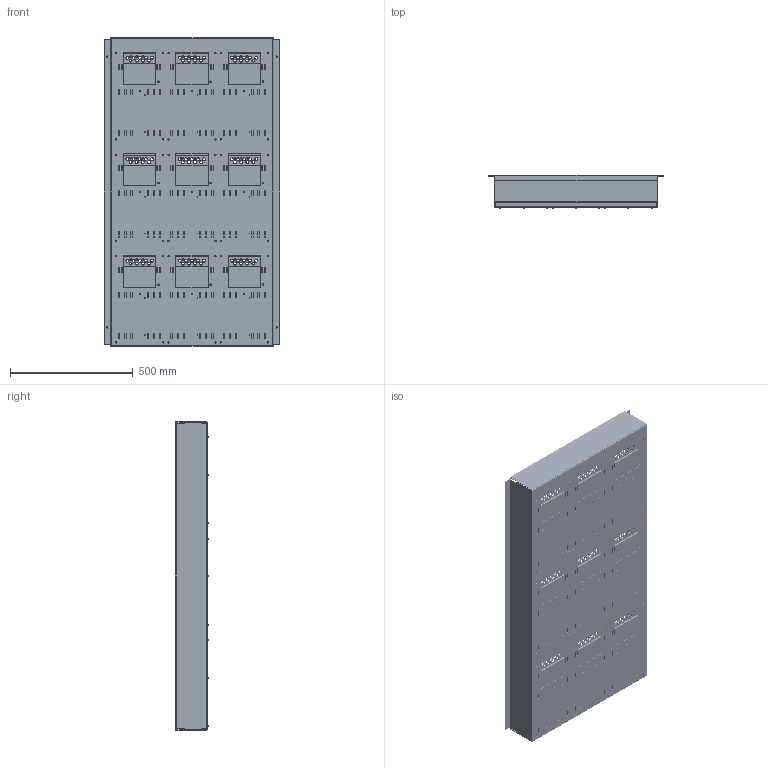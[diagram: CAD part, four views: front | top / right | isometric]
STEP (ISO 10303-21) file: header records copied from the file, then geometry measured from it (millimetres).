
FILE_DESCRIPTION (( 'STEP AP214' ), '1' );
FILE_NAME ('c_il186321-a_3d.STEP', '2019-10-02T13:52:09', ( '' ), ( '' ), 'SwSTEP 2.0', 'SolidWorks 2019', '' );
FILE_SCHEMA (( 'AUTOMOTIVE_DESIGN' ));
Length unit declared in the file: millimetre
Products named in the file (14): c_il186321-a_3d; Small screw; Meter board assembly; Separation profile; Meter box; Meter board
Assembly tree (147 placements, depth 3):
  c_il186321-a_3d
    Meter box
    Separation profile  x2
    Meter board assembly
      Meter board
      Small screw  x14
    Meter board assembly
      Meter board
      Small screw  x14
    Meter board assembly
      Meter board
      Small screw  x14
    Meter board assembly
      Meter board
      Small screw  x14
    Meter board assembly
      Meter board
      Small screw  x14
    Meter board assembly
      Meter board
      Small screw  x14
    Meter board assembly
      Meter board
      Small screw  x14
    Meter board assembly
      Meter board
      Small screw  x14
    Meter board assembly
      Meter board
      Small screw  x14
Bounding box: 717 x 135.5 x 1259 mm (x, y, z)
Volume: 9353844.4 mm3; surface area: 4452908.2 mm2
Topology: 147 solids, 147 shells, 6590 faces, 16090 edges, 10028 vertices
Faces by surface type: plane 3798, torus 1512, cylinder 1028, cone 252
Entity records: 36837 total; most frequent: CARTESIAN_POINT 6342, ORIENTED_EDGE 6064, DIRECTION 5880, EDGE_CURVE 3032, VECTOR 2572, LINE 2572, VERTEX_POINT 2000, AXIS2_PLACEMENT_3D 1654
